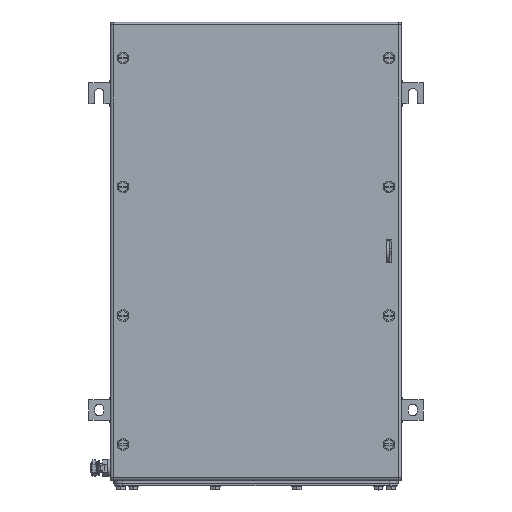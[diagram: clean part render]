
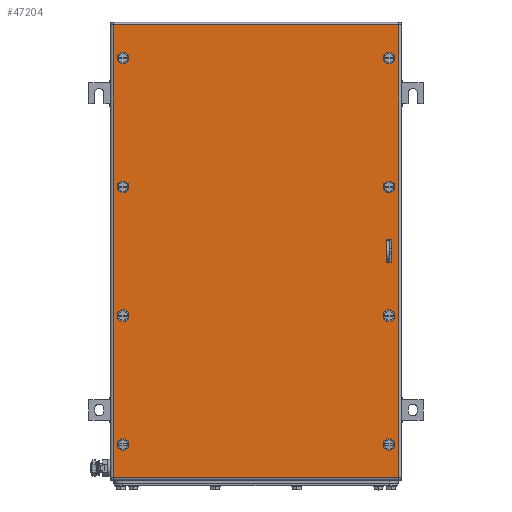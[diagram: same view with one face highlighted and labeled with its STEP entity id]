
A CAD part, top view. The second image highlights one B-rep face of the part: STEP entity #47204.
In plain terms, the highlighted planar face has unit normal (0, 0, 1).
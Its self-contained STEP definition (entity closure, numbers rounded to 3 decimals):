
#46972=AXIS2_PLACEMENT_3D('Circle Axis2P3D',#46970,#46971,$) ;
#46999=AXIS2_PLACEMENT_3D('Plane Axis2P3D',#46996,#46997,#46998) ;
#47037=AXIS2_PLACEMENT_3D('Circle Axis2P3D',#47035,#47036,$) ;
#47046=AXIS2_PLACEMENT_3D('Circle Axis2P3D',#47044,#47045,$) ;
#47055=AXIS2_PLACEMENT_3D('Circle Axis2P3D',#47053,#47054,$) ;
#47064=AXIS2_PLACEMENT_3D('Circle Axis2P3D',#47062,#47063,$) ;
#47073=AXIS2_PLACEMENT_3D('Circle Axis2P3D',#47071,#47072,$) ;
#47082=AXIS2_PLACEMENT_3D('Circle Axis2P3D',#47080,#47081,$) ;
#47091=AXIS2_PLACEMENT_3D('Circle Axis2P3D',#47089,#47090,$) ;
#47100=AXIS2_PLACEMENT_3D('Circle Axis2P3D',#47098,#47099,$) ;
#47109=AXIS2_PLACEMENT_3D('Circle Axis2P3D',#47107,#47108,$) ;
#47118=AXIS2_PLACEMENT_3D('Circle Axis2P3D',#47116,#47117,$) ;
#47127=AXIS2_PLACEMENT_3D('Circle Axis2P3D',#47125,#47126,$) ;
#47136=AXIS2_PLACEMENT_3D('Circle Axis2P3D',#47134,#47135,$) ;
#47145=AXIS2_PLACEMENT_3D('Circle Axis2P3D',#47143,#47144,$) ;
#47154=AXIS2_PLACEMENT_3D('Circle Axis2P3D',#47152,#47153,$) ;
#47163=AXIS2_PLACEMENT_3D('Circle Axis2P3D',#47161,#47162,$) ;
#46967=CARTESIAN_POINT('Vertex',(44.5,208.75,203.5)) ;
#46970=CARTESIAN_POINT('Axis2P3D Location',(41.,208.75,203.5)) ;
#46974=CARTESIAN_POINT('Vertex',(37.5,208.75,203.5)) ;
#46996=CARTESIAN_POINT('Axis2P3D Location',(200.5,286.,203.5)) ;
#47001=CARTESIAN_POINT('Line Origine',(200.5,557.5,203.5)) ;
#47005=CARTESIAN_POINT('Vertex',(372.,557.5,203.5)) ;
#47007=CARTESIAN_POINT('Vertex',(29.,557.5,203.5)) ;
#47010=CARTESIAN_POINT('Line Origine',(29.,286.,203.5)) ;
#47014=CARTESIAN_POINT('Vertex',(29.,14.5,203.5)) ;
#47017=CARTESIAN_POINT('Line Origine',(200.5,14.5,203.5)) ;
#47021=CARTESIAN_POINT('Vertex',(372.,14.5,203.5)) ;
#47024=CARTESIAN_POINT('Line Origine',(372.,286.,203.5)) ;
#47035=CARTESIAN_POINT('Axis2P3D Location',(41.,208.75,203.5)) ;
#47044=CARTESIAN_POINT('Axis2P3D Location',(41.,363.25,203.5)) ;
#47048=CARTESIAN_POINT('Vertex',(37.5,363.25,203.5)) ;
#47050=CARTESIAN_POINT('Vertex',(44.5,363.25,203.5)) ;
#47053=CARTESIAN_POINT('Axis2P3D Location',(41.,363.25,203.5)) ;
#47062=CARTESIAN_POINT('Axis2P3D Location',(360.,208.75,203.5)) ;
#47066=CARTESIAN_POINT('Vertex',(363.5,208.75,203.5)) ;
#47068=CARTESIAN_POINT('Vertex',(356.5,208.75,203.5)) ;
#47071=CARTESIAN_POINT('Axis2P3D Location',(360.,208.75,203.5)) ;
#47080=CARTESIAN_POINT('Axis2P3D Location',(360.,363.25,203.5)) ;
#47084=CARTESIAN_POINT('Vertex',(363.5,363.25,203.5)) ;
#47086=CARTESIAN_POINT('Vertex',(356.5,363.25,203.5)) ;
#47089=CARTESIAN_POINT('Axis2P3D Location',(360.,363.25,203.5)) ;
#47098=CARTESIAN_POINT('Axis2P3D Location',(41.,517.75,203.5)) ;
#47102=CARTESIAN_POINT('Vertex',(37.5,517.75,203.5)) ;
#47104=CARTESIAN_POINT('Vertex',(44.5,517.75,203.5)) ;
#47107=CARTESIAN_POINT('Axis2P3D Location',(41.,517.75,203.5)) ;
#47116=CARTESIAN_POINT('Axis2P3D Location',(41.,54.25,203.5)) ;
#47120=CARTESIAN_POINT('Vertex',(37.5,54.25,203.5)) ;
#47122=CARTESIAN_POINT('Vertex',(44.5,54.25,203.5)) ;
#47125=CARTESIAN_POINT('Axis2P3D Location',(41.,54.25,203.5)) ;
#47134=CARTESIAN_POINT('Axis2P3D Location',(360.,54.25,203.5)) ;
#47138=CARTESIAN_POINT('Vertex',(363.5,54.25,203.5)) ;
#47140=CARTESIAN_POINT('Vertex',(356.5,54.25,203.5)) ;
#47143=CARTESIAN_POINT('Axis2P3D Location',(360.,54.25,203.5)) ;
#47152=CARTESIAN_POINT('Axis2P3D Location',(360.,517.75,203.5)) ;
#47156=CARTESIAN_POINT('Vertex',(363.5,517.75,203.5)) ;
#47158=CARTESIAN_POINT('Vertex',(356.5,517.75,203.5)) ;
#47161=CARTESIAN_POINT('Axis2P3D Location',(360.,517.75,203.5)) ;
#47170=CARTESIAN_POINT('Line Origine',(359.75,272.5,203.5)) ;
#47174=CARTESIAN_POINT('Vertex',(363.,272.5,203.5)) ;
#47176=CARTESIAN_POINT('Vertex',(356.5,272.5,203.5)) ;
#47179=CARTESIAN_POINT('Line Origine',(356.5,286.,203.5)) ;
#47183=CARTESIAN_POINT('Vertex',(356.5,299.5,203.5)) ;
#47186=CARTESIAN_POINT('Line Origine',(359.75,299.5,203.5)) ;
#47190=CARTESIAN_POINT('Vertex',(363.,299.5,203.5)) ;
#47193=CARTESIAN_POINT('Line Origine',(363.,286.,203.5)) ;
#46971=DIRECTION('Axis2P3D Direction',(0.,0.,1.)) ;
#46997=DIRECTION('Axis2P3D Direction',(0.,0.,1.)) ;
#46998=DIRECTION('Axis2P3D XDirection',(1.,0.,0.)) ;
#47002=DIRECTION('Vector Direction',(1.,0.,0.)) ;
#47011=DIRECTION('Vector Direction',(0.,-1.,0.)) ;
#47018=DIRECTION('Vector Direction',(1.,0.,0.)) ;
#47025=DIRECTION('Vector Direction',(0.,1.,0.)) ;
#47036=DIRECTION('Axis2P3D Direction',(0.,0.,1.)) ;
#47045=DIRECTION('Axis2P3D Direction',(0.,0.,1.)) ;
#47054=DIRECTION('Axis2P3D Direction',(0.,0.,1.)) ;
#47063=DIRECTION('Axis2P3D Direction',(0.,0.,1.)) ;
#47072=DIRECTION('Axis2P3D Direction',(0.,0.,1.)) ;
#47081=DIRECTION('Axis2P3D Direction',(0.,0.,1.)) ;
#47090=DIRECTION('Axis2P3D Direction',(0.,0.,1.)) ;
#47099=DIRECTION('Axis2P3D Direction',(0.,0.,1.)) ;
#47108=DIRECTION('Axis2P3D Direction',(0.,0.,1.)) ;
#47117=DIRECTION('Axis2P3D Direction',(0.,0.,1.)) ;
#47126=DIRECTION('Axis2P3D Direction',(0.,0.,1.)) ;
#47135=DIRECTION('Axis2P3D Direction',(0.,0.,1.)) ;
#47144=DIRECTION('Axis2P3D Direction',(0.,0.,1.)) ;
#47153=DIRECTION('Axis2P3D Direction',(0.,0.,1.)) ;
#47162=DIRECTION('Axis2P3D Direction',(0.,0.,1.)) ;
#47171=DIRECTION('Vector Direction',(-1.,0.,0.)) ;
#47180=DIRECTION('Vector Direction',(0.,1.,0.)) ;
#47187=DIRECTION('Vector Direction',(1.,0.,0.)) ;
#47194=DIRECTION('Vector Direction',(0.,-1.,0.)) ;
#47003=VECTOR('Line Direction',#47002,1.) ;
#47012=VECTOR('Line Direction',#47011,1.) ;
#47019=VECTOR('Line Direction',#47018,1.) ;
#47026=VECTOR('Line Direction',#47025,1.) ;
#47172=VECTOR('Line Direction',#47171,1.) ;
#47181=VECTOR('Line Direction',#47180,1.) ;
#47188=VECTOR('Line Direction',#47187,1.) ;
#47195=VECTOR('Line Direction',#47194,1.) ;
#47030=ORIENTED_EDGE('',*,*,#47009,.T.) ;
#47031=ORIENTED_EDGE('',*,*,#47016,.T.) ;
#47032=ORIENTED_EDGE('',*,*,#47023,.T.) ;
#47033=ORIENTED_EDGE('',*,*,#47028,.T.) ;
#47041=ORIENTED_EDGE('',*,*,#47039,.F.) ;
#47042=ORIENTED_EDGE('',*,*,#46976,.F.) ;
#47059=ORIENTED_EDGE('',*,*,#47052,.F.) ;
#47060=ORIENTED_EDGE('',*,*,#47057,.F.) ;
#47077=ORIENTED_EDGE('',*,*,#47070,.F.) ;
#47078=ORIENTED_EDGE('',*,*,#47075,.F.) ;
#47095=ORIENTED_EDGE('',*,*,#47088,.F.) ;
#47096=ORIENTED_EDGE('',*,*,#47093,.F.) ;
#47113=ORIENTED_EDGE('',*,*,#47106,.F.) ;
#47114=ORIENTED_EDGE('',*,*,#47111,.F.) ;
#47131=ORIENTED_EDGE('',*,*,#47124,.F.) ;
#47132=ORIENTED_EDGE('',*,*,#47129,.F.) ;
#47149=ORIENTED_EDGE('',*,*,#47142,.F.) ;
#47150=ORIENTED_EDGE('',*,*,#47147,.F.) ;
#47167=ORIENTED_EDGE('',*,*,#47160,.F.) ;
#47168=ORIENTED_EDGE('',*,*,#47165,.F.) ;
#47199=ORIENTED_EDGE('',*,*,#47178,.T.) ;
#47200=ORIENTED_EDGE('',*,*,#47185,.T.) ;
#47201=ORIENTED_EDGE('',*,*,#47192,.T.) ;
#47202=ORIENTED_EDGE('',*,*,#47197,.T.) ;
#47043=FACE_BOUND('',#47040,.T.) ;
#47061=FACE_BOUND('',#47058,.T.) ;
#47079=FACE_BOUND('',#47076,.T.) ;
#47097=FACE_BOUND('',#47094,.T.) ;
#47115=FACE_BOUND('',#47112,.T.) ;
#47133=FACE_BOUND('',#47130,.T.) ;
#47151=FACE_BOUND('',#47148,.T.) ;
#47169=FACE_BOUND('',#47166,.T.) ;
#47203=FACE_BOUND('',#47198,.T.) ;
#47204=ADVANCED_FACE('ZUB.2\\ZUB_DE_KTB_MH_620x450.1\\DE_KTB_MH_PART_MASTER.1\\Koerper.2',(#47034,#47043,#47061,#47079,#47097,#47115,#47133,#47151,#47169,#47203),#47000,.T.) ;
#46973=CIRCLE('generated circle',#46972,3.5) ;
#47038=CIRCLE('generated circle',#47037,3.5) ;
#47047=CIRCLE('generated circle',#47046,3.5) ;
#47056=CIRCLE('generated circle',#47055,3.5) ;
#47065=CIRCLE('generated circle',#47064,3.5) ;
#47074=CIRCLE('generated circle',#47073,3.5) ;
#47083=CIRCLE('generated circle',#47082,3.5) ;
#47092=CIRCLE('generated circle',#47091,3.5) ;
#47101=CIRCLE('generated circle',#47100,3.5) ;
#47110=CIRCLE('generated circle',#47109,3.5) ;
#47119=CIRCLE('generated circle',#47118,3.5) ;
#47128=CIRCLE('generated circle',#47127,3.5) ;
#47137=CIRCLE('generated circle',#47136,3.5) ;
#47146=CIRCLE('generated circle',#47145,3.5) ;
#47155=CIRCLE('generated circle',#47154,3.5) ;
#47164=CIRCLE('generated circle',#47163,3.5) ;
#46976=EDGE_CURVE('',#46968,#46975,#46973,.T.) ;
#47009=EDGE_CURVE('',#47006,#47008,#47004,.F.) ;
#47016=EDGE_CURVE('',#47008,#47015,#47013,.T.) ;
#47023=EDGE_CURVE('',#47015,#47022,#47020,.T.) ;
#47028=EDGE_CURVE('',#47022,#47006,#47027,.T.) ;
#47039=EDGE_CURVE('',#46975,#46968,#47038,.T.) ;
#47052=EDGE_CURVE('',#47049,#47051,#47047,.T.) ;
#47057=EDGE_CURVE('',#47051,#47049,#47056,.T.) ;
#47070=EDGE_CURVE('',#47067,#47069,#47065,.T.) ;
#47075=EDGE_CURVE('',#47069,#47067,#47074,.T.) ;
#47088=EDGE_CURVE('',#47085,#47087,#47083,.T.) ;
#47093=EDGE_CURVE('',#47087,#47085,#47092,.T.) ;
#47106=EDGE_CURVE('',#47103,#47105,#47101,.T.) ;
#47111=EDGE_CURVE('',#47105,#47103,#47110,.T.) ;
#47124=EDGE_CURVE('',#47121,#47123,#47119,.T.) ;
#47129=EDGE_CURVE('',#47123,#47121,#47128,.T.) ;
#47142=EDGE_CURVE('',#47139,#47141,#47137,.T.) ;
#47147=EDGE_CURVE('',#47141,#47139,#47146,.T.) ;
#47160=EDGE_CURVE('',#47157,#47159,#47155,.T.) ;
#47165=EDGE_CURVE('',#47159,#47157,#47164,.T.) ;
#47178=EDGE_CURVE('',#47175,#47177,#47173,.T.) ;
#47185=EDGE_CURVE('',#47177,#47184,#47182,.T.) ;
#47192=EDGE_CURVE('',#47184,#47191,#47189,.T.) ;
#47197=EDGE_CURVE('',#47191,#47175,#47196,.T.) ;
#47029=EDGE_LOOP('',(#47030,#47031,#47032,#47033)) ;
#47040=EDGE_LOOP('',(#47041,#47042)) ;
#47058=EDGE_LOOP('',(#47059,#47060)) ;
#47076=EDGE_LOOP('',(#47077,#47078)) ;
#47094=EDGE_LOOP('',(#47095,#47096)) ;
#47112=EDGE_LOOP('',(#47113,#47114)) ;
#47130=EDGE_LOOP('',(#47131,#47132)) ;
#47148=EDGE_LOOP('',(#47149,#47150)) ;
#47166=EDGE_LOOP('',(#47167,#47168)) ;
#47198=EDGE_LOOP('',(#47199,#47200,#47201,#47202)) ;
#47034=FACE_OUTER_BOUND('',#47029,.T.) ;
#47004=LINE('Line',#47001,#47003) ;
#47013=LINE('Line',#47010,#47012) ;
#47020=LINE('Line',#47017,#47019) ;
#47027=LINE('Line',#47024,#47026) ;
#47173=LINE('Line',#47170,#47172) ;
#47182=LINE('Line',#47179,#47181) ;
#47189=LINE('Line',#47186,#47188) ;
#47196=LINE('Line',#47193,#47195) ;
#47000=PLANE('',#46999) ;
#46968=VERTEX_POINT('',#46967) ;
#46975=VERTEX_POINT('',#46974) ;
#47006=VERTEX_POINT('',#47005) ;
#47008=VERTEX_POINT('',#47007) ;
#47015=VERTEX_POINT('',#47014) ;
#47022=VERTEX_POINT('',#47021) ;
#47049=VERTEX_POINT('',#47048) ;
#47051=VERTEX_POINT('',#47050) ;
#47067=VERTEX_POINT('',#47066) ;
#47069=VERTEX_POINT('',#47068) ;
#47085=VERTEX_POINT('',#47084) ;
#47087=VERTEX_POINT('',#47086) ;
#47103=VERTEX_POINT('',#47102) ;
#47105=VERTEX_POINT('',#47104) ;
#47121=VERTEX_POINT('',#47120) ;
#47123=VERTEX_POINT('',#47122) ;
#47139=VERTEX_POINT('',#47138) ;
#47141=VERTEX_POINT('',#47140) ;
#47157=VERTEX_POINT('',#47156) ;
#47159=VERTEX_POINT('',#47158) ;
#47175=VERTEX_POINT('',#47174) ;
#47177=VERTEX_POINT('',#47176) ;
#47184=VERTEX_POINT('',#47183) ;
#47191=VERTEX_POINT('',#47190) ;
